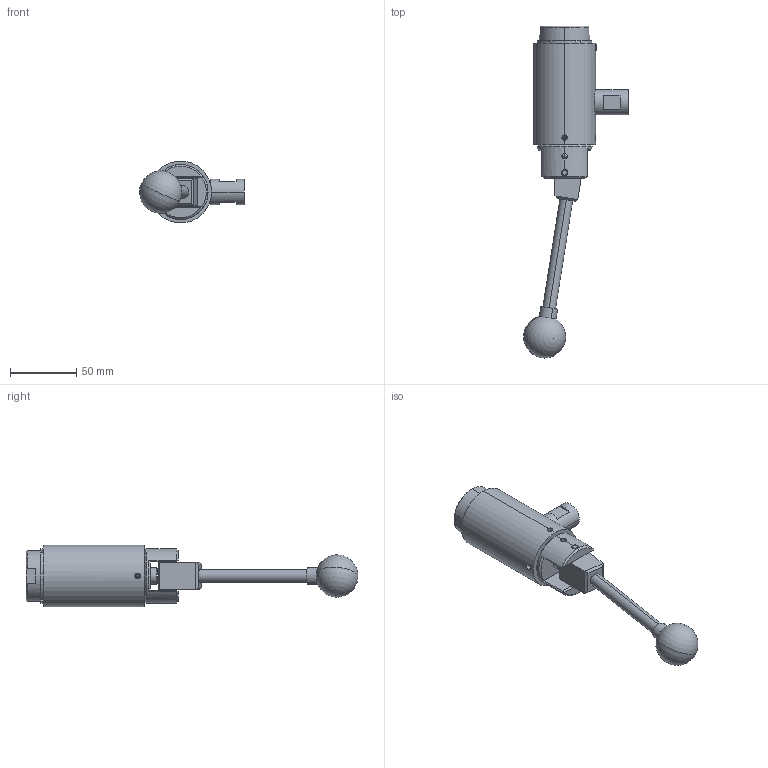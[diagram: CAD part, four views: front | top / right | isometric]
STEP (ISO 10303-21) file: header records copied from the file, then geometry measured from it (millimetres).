
FILE_DESCRIPTION (( 'STEP AP214' ), '1' );
FILE_NAME ('CTSC-004030.STEP', '2025-06-24T17:15:02', ( '' ), ( '' ), 'SwSTEP 2.0', 'SolidWorks 2023', '' );
FILE_SCHEMA (( 'AUTOMOTIVE_DESIGN' ));
Length unit declared in the file: inch
Products named in the file (1): CTSC-004030
Bounding box: 78.93 x 249.83 x 46.53 mm (x, y, z)
Volume: 178921.3 mm3; surface area: 54914.5 mm2
Topology: 15 solids, 15 shells, 535 faces, 1307 edges, 801 vertices
Faces by surface type: cylinder 218, plane 179, cone 119, bspline 15, sphere 2, torus 2
Entity records: 32381 total; most frequent: CARTESIAN_POINT 13613, ORIENTED_EDGE 2568, DIRECTION 2326, EDGE_CURVE 1284, AXIS2_PLACEMENT_3D 891, VERTEX_POINT 798, EDGE_LOOP 590, VECTOR 544
